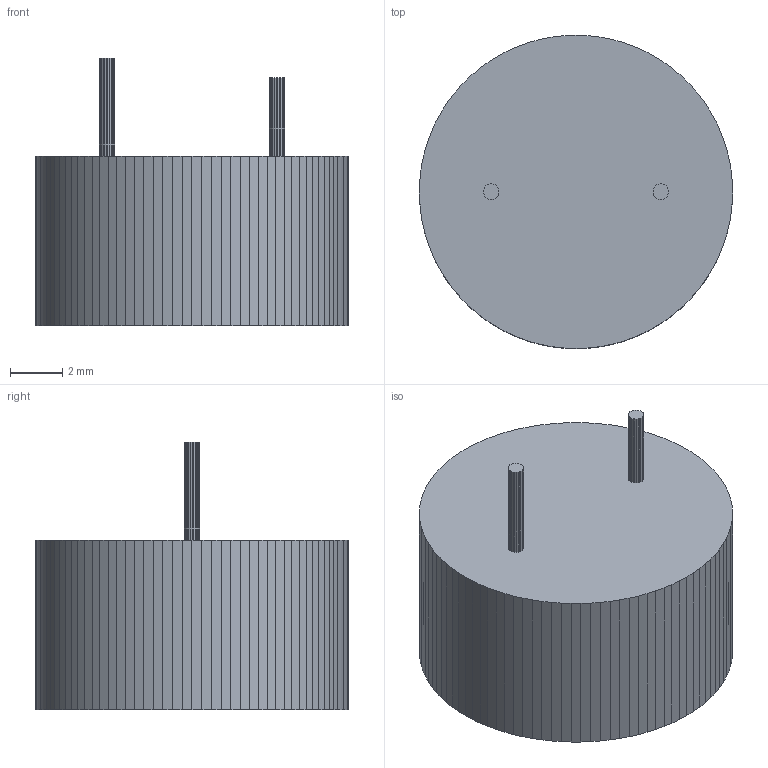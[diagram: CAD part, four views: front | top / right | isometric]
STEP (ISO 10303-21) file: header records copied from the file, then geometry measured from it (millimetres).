
FILE_DESCRIPTION(('FreeCAD Model'),'2;1');
FILE_NAME( 'Buzzer_12x6.5RM6.5.step', '2020-05-07T10:15:08',(''),(''),'Open CASCADE STEP processor 7.3', 'FreeCAD','Unknown');
FILE_SCHEMA(('AUTOMOTIVE_DESIGN { 1 0 10303 214 1 1 1 1 }'));
Length unit declared in the file: millimetre
Products named in the file (3): prism003; difference; prism002
Bounding box: 12 x 12 x 10.25 mm (x, y, z)
Volume: 734.1 mm3; surface area: 488.8 mm2
Topology: 3 solids, 3 shells, 267 faces, 780 edges, 520 vertices
Faces by surface type: plane 267
Entity records: 20264 total; most frequent: CARTESIAN_POINT 3128, DIRECTION 2876, LINE 2340, VECTOR 2340, ORIENTED_EDGE 1560, PCURVE 1560, DEFINITIONAL_REPRESENTATION 1560, EDGE_CURVE 780
